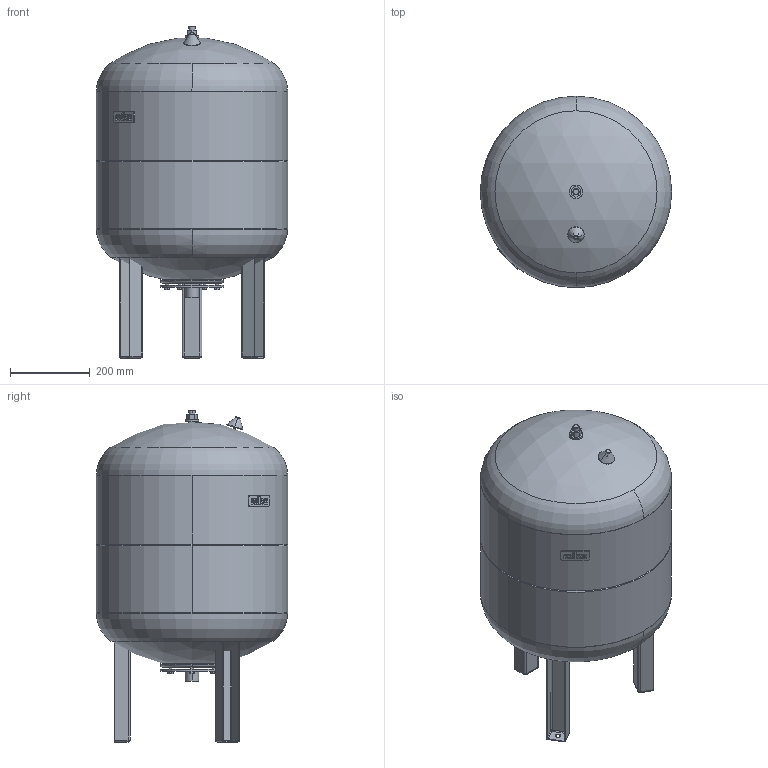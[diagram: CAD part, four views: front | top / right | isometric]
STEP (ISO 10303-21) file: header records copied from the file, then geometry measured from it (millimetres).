
FILE_DESCRIPTION((''),'2;1');
FILE_NAME('3d_DE100_10bar-7306600.stp','2009-12-29T14:03:58',(''),(''),'Mechanical Desktop 2008','Mechanical Desktop 2008',', , ');
FILE_SCHEMA(('CONFIG_CONTROL_DESIGN'));
Length unit declared in the file: millimetre
Products named in the file (1): Product
Bounding box: 480 x 480 x 833 mm (x, y, z)
Volume: 94970670.3 mm3; surface area: 2096683.2 mm2
Topology: 17 solids, 17 shells, 367 faces, 840 edges, 520 vertices
Faces by surface type: plane 166, cylinder 131, torus 26, cone 24, bspline 12, sphere 8
Entity records: 10907 total; most frequent: CARTESIAN_POINT 2316, DIRECTION 1898, ORIENTED_EDGE 1656, EDGE_CURVE 828, AXIS2_PLACEMENT_3D 714, VERTEX_POINT 520, VECTOR 470, LINE 470
